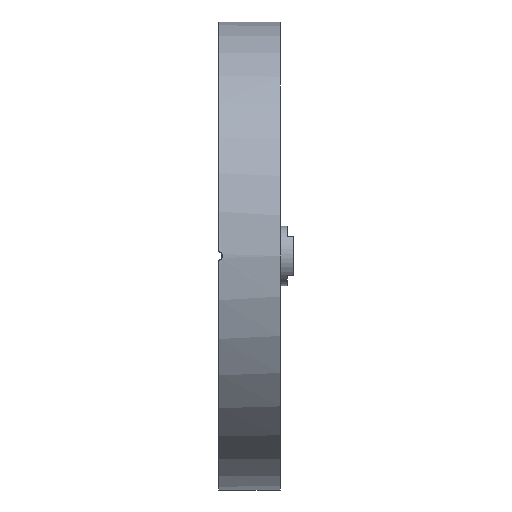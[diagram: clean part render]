
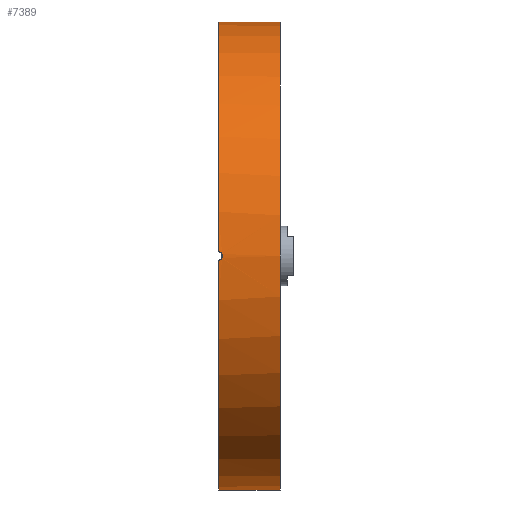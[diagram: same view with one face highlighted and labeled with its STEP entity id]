
A CAD part, left-side view. The second image highlights one B-rep face of the part: STEP entity #7389.
In plain terms, the highlighted cylindrical face has radius 57.15 mm (diameter 114.3 mm), a partial arc.
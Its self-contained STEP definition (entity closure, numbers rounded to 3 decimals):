
#258 = VERTEX_POINT ( 'NONE', #10041 ) ;
#307 = DIRECTION ( 'NONE',  ( 0., 0., 1. ) ) ;
#504 = CARTESIAN_POINT ( 'NONE',  ( 0., 0., 0. ) ) ;
#535 = CARTESIAN_POINT ( 'NONE',  ( -57.148, -0.874, -0.503 ) ) ;
#658 = ORIENTED_EDGE ( 'NONE', *, *, #1417, .F. ) ;
#991 = CYLINDRICAL_SURFACE ( 'NONE', #9266, 57.15 ) ;
#1401 = DIRECTION ( 'NONE',  ( 0., 0., 1. ) ) ;
#1417 = EDGE_CURVE ( 'NONE', #7546, #258, #3158, .T. ) ;
#1437 = CARTESIAN_POINT ( 'NONE',  ( -57.143, -0.521, -0.893 ) ) ;
#1686 = ORIENTED_EDGE ( 'NONE', *, *, #6118, .T. ) ;
#1752 = CARTESIAN_POINT ( 'NONE',  ( 0., -15., -57.15 ) ) ;
#2127 = DIRECTION ( 'NONE',  ( 0., 1., 0. ) ) ;
#2192 = CARTESIAN_POINT ( 'NONE',  ( 0., 0., 57.15 ) ) ;
#2257 = DIRECTION ( 'NONE',  ( 0., 1., 0. ) ) ;
#2267 = CARTESIAN_POINT ( 'NONE',  ( -57.142, -0.262, 0.974 ) ) ;
#2306 = CARTESIAN_POINT ( 'NONE',  ( -57.141, 0., -1. ) ) ;
#3060 = VERTEX_POINT ( 'NONE', #8925 ) ;
#3149 = CARTESIAN_POINT ( 'NONE',  ( -57.144, -0.615, 0.799 ) ) ;
#3158 = LINE ( 'NONE', #1752, #7252 ) ;
#4014 = CARTESIAN_POINT ( 'NONE',  ( -57.141, 0., -1. ) ) ;
#4034 = CARTESIAN_POINT ( 'NONE',  ( -57.148, -0.874, 0.503 ) ) ;
#4352 = EDGE_LOOP ( 'NONE', ( #658, #5290, #1686, #10176, #7481, #6625 ) ) ;
#4900 = VERTEX_POINT ( 'NONE', #2192 ) ;
#4916 = CARTESIAN_POINT ( 'NONE',  ( -57.15, -1., 0.131 ) ) ;
#5151 = VERTEX_POINT ( 'NONE', #4014 ) ;
#5288 = LINE ( 'NONE', #10883, #9949 ) ;
#5290 = ORIENTED_EDGE ( 'NONE', *, *, #8029, .T. ) ;
#5335 = VERTEX_POINT ( 'NONE', #9154 ) ;
#5563 = DIRECTION ( 'NONE',  ( 0., 1., 0. ) ) ;
#5602 = DIRECTION ( 'NONE',  ( 0., 0., 1. ) ) ;
#5795 = CARTESIAN_POINT ( 'NONE',  ( -57.15, -0.974, -0.261 ) ) ;
#6056 = CIRCLE ( 'NONE', #8453, 57.15 ) ;
#6118 = EDGE_CURVE ( 'NONE', #3060, #4900, #5288, .T. ) ;
#6620 = CARTESIAN_POINT ( 'NONE',  ( -57.141, 0., 1. ) ) ;
#6623 = DIRECTION ( 'NONE',  ( 0., 1., 0. ) ) ;
#6625 = ORIENTED_EDGE ( 'NONE', *, *, #7456, .F. ) ;
#6658 = CARTESIAN_POINT ( 'NONE',  ( -57.147, -0.801, -0.613 ) ) ;
#7252 = VECTOR ( 'NONE', #11400, 1000. ) ;
#7359 = CARTESIAN_POINT ( 'NONE',  ( 0., -15., 0. ) ) ;
#7389 = ADVANCED_FACE ( 'NONE', ( #9101 ), #991, .T. ) ;
#7456 = EDGE_CURVE ( 'NONE', #258, #5151, #9785, .T. ) ;
#7481 = ORIENTED_EDGE ( 'NONE', *, *, #9076, .T. ) ;
#7500 = CARTESIAN_POINT ( 'NONE',  ( 0., -15., 0. ) ) ;
#7512 = CARTESIAN_POINT ( 'NONE',  ( -57.141, -0.132, 1. ) ) ;
#7545 = CARTESIAN_POINT ( 'NONE',  ( -57.141, -0.264, -1. ) ) ;
#7546 = VERTEX_POINT ( 'NONE', #8512 ) ;
#8029 = EDGE_CURVE ( 'NONE', #7546, #3060, #6056, .T. ) ;
#8396 = DIRECTION ( 'NONE',  ( 0., 0., 1. ) ) ;
#8404 = CARTESIAN_POINT ( 'NONE',  ( -57.143, -0.504, 0.874 ) ) ;
#8453 = AXIS2_PLACEMENT_3D ( 'NONE', #7500, #2257, #8396 ) ;
#8512 = CARTESIAN_POINT ( 'NONE',  ( 0., -15., -57.15 ) ) ;
#8922 = EDGE_CURVE ( 'NONE', #5335, #4900, #10953, .T. ) ;
#8925 = CARTESIAN_POINT ( 'NONE',  ( 0., -15., 57.15 ) ) ;
#9076 = EDGE_CURVE ( 'NONE', #5335, #5151, #9082, .T. ) ;
#9081 = DIRECTION ( 'NONE',  ( 0., 1., 0. ) ) ;
#9082 = B_SPLINE_CURVE_WITH_KNOTS ( 'NONE', 3,
 ( #6620, #7512, #2267, #8404, #3149, #9290, #4034, #10174, #4916, #11082, #5795, #535, #6658, #1437, #7545, #2306 ),
 .UNSPECIFIED., .F., .F.,
 ( 4, 2, 2, 2, 2, 2, 2, 4 ),
 ( 0., 0., 0.001, 0.001, 0.002, 0.002, 0.002, 0.003 ),
 .UNSPECIFIED. ) ;
#9101 = FACE_OUTER_BOUND ( 'NONE', #4352, .T. ) ;
#9154 = CARTESIAN_POINT ( 'NONE',  ( -57.141, 0., 1. ) ) ;
#9266 = AXIS2_PLACEMENT_3D ( 'NONE', #7359, #2127, #5602 ) ;
#9290 = CARTESIAN_POINT ( 'NONE',  ( -57.147, -0.799, 0.615 ) ) ;
#9785 = CIRCLE ( 'NONE', #10456, 57.15 ) ;
#9949 = VECTOR ( 'NONE', #9081, 1000. ) ;
#10041 = CARTESIAN_POINT ( 'NONE',  ( 0., 0., -57.15 ) ) ;
#10174 = CARTESIAN_POINT ( 'NONE',  ( -57.15, -0.974, 0.263 ) ) ;
#10176 = ORIENTED_EDGE ( 'NONE', *, *, #8922, .F. ) ;
#10456 = AXIS2_PLACEMENT_3D ( 'NONE', #504, #6623, #1401 ) ;
#10769 = AXIS2_PLACEMENT_3D ( 'NONE', #10854, #5563, #307 ) ;
#10854 = CARTESIAN_POINT ( 'NONE',  ( 0., 0., 0. ) ) ;
#10883 = CARTESIAN_POINT ( 'NONE',  ( 0., -15., 57.15 ) ) ;
#10953 = CIRCLE ( 'NONE', #10769, 57.15 ) ;
#11082 = CARTESIAN_POINT ( 'NONE',  ( -57.15, -1., -0.13 ) ) ;
#11400 = DIRECTION ( 'NONE',  ( 0., 1., 0. ) ) ;
